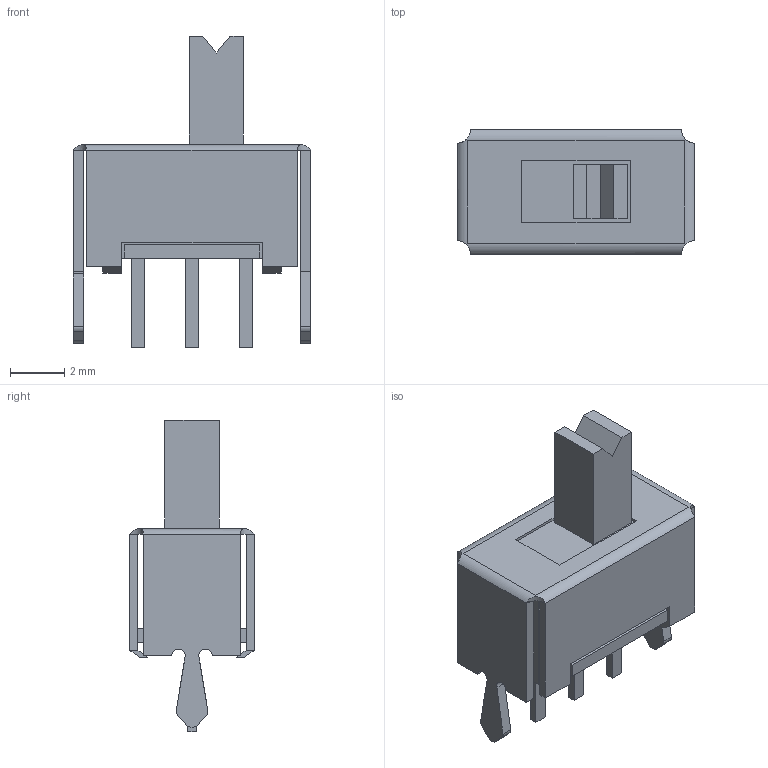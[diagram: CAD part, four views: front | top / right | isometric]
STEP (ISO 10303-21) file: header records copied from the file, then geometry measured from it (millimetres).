
FILE_DESCRIPTION (( 'STEP AP214' ), '1' );
FILE_NAME ('SW-TH_SS12D07VG4.step', '2022-07-26T17:33:14', ( '' ), ( '' ), 'SwSTEP 2.0', 'SolidWorks 2020', '' );
FILE_SCHEMA (( 'AUTOMOTIVE_DESIGN' ));
Length unit declared in the file: millimetre
Products named in the file (1): SW-TH_SS12D07VG4
Bounding box: 8.8 x 4.6 x 11.5 mm (x, y, z)
Volume: 166.3 mm3; surface area: 516.5 mm2
Topology: 24 solids, 24 shells, 426 faces, 1105 edges, 734 vertices
Faces by surface type: plane 293, bspline 112, cylinder 21
Entity records: 18423 total; most frequent: CARTESIAN_POINT 4422, ORIENTED_EDGE 2210, DIRECTION 1525, EDGE_CURVE 1105, LINE 835, VECTOR 835, VERTEX_POINT 734, EDGE_LOOP 449
